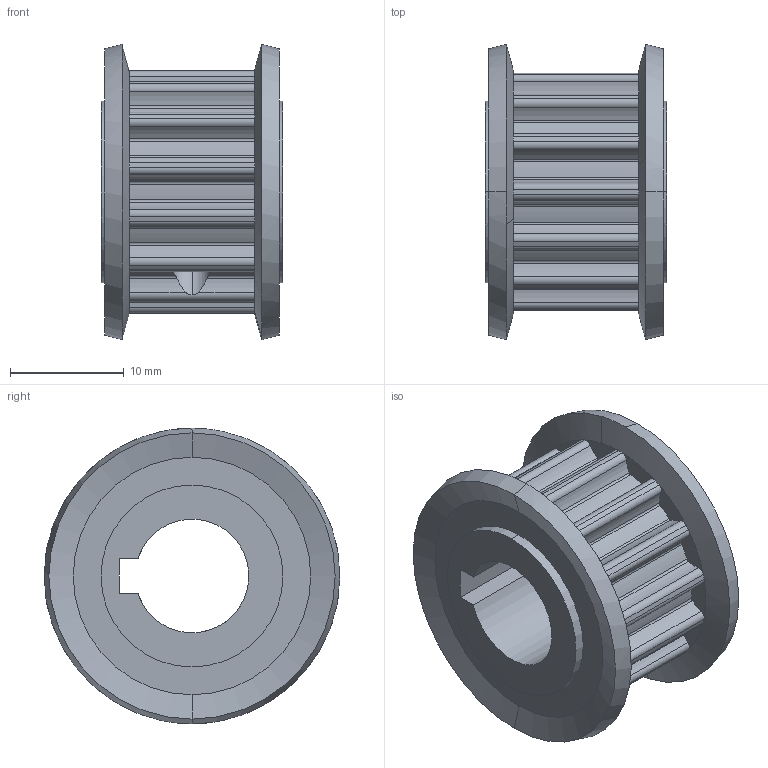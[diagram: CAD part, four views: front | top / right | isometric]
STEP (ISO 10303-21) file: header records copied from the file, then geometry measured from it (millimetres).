
FILE_DESCRIPTION (( 'STEP AP203' ), '1' );
FILE_NAME ('C-HTPA14S5M100-A-N10_203.STEP', '2020-08-07T03:27:27', ( '' ), ( '' ), 'SwSTEP 2.0', 'SolidWorks 2014', '' );
FILE_SCHEMA (( 'CONFIG_CONTROL_DESIGN' ));
Length unit declared in the file: millimetre
Products named in the file (1): C-HTPA14S5M100-A-N10_203
Bounding box: 16 x 25.99 x 26 mm (x, y, z)
Volume: 3832.7 mm3; surface area: 3277.4 mm2
Topology: 1 solids, 1 shells, 181 faces, 480 edges, 300 vertices
Faces by surface type: cylinder 131, plane 38, cone 12
Entity records: 5905 total; most frequent: CARTESIAN_POINT 1148, DIRECTION 1094, ORIENTED_EDGE 960, EDGE_CURVE 480, AXIS2_PLACEMENT_3D 466, VERTEX_POINT 300, CIRCLE 284, EDGE_LOOP 186
